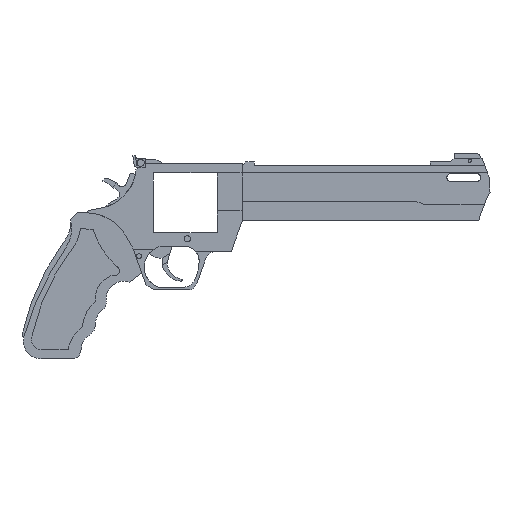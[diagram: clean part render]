
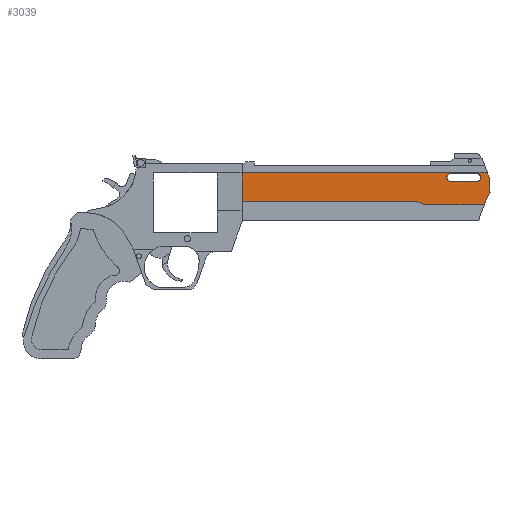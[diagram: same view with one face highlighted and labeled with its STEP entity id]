
A CAD part, front view. The second image highlights one B-rep face of the part: STEP entity #3039.
In plain terms, the highlighted planar face has unit normal (0, -1, 0).
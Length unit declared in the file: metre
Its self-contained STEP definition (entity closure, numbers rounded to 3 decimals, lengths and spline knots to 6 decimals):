
#206=LINE('',#4738,#549);
#246=LINE('',#4853,#589);
#261=LINE('',#4882,#604);
#263=LINE('',#4887,#606);
#266=LINE('',#4893,#609);
#271=LINE('',#4902,#614);
#400=LINE('',#5158,#743);
#412=LINE('',#5191,#755);
#415=LINE('',#5197,#758);
#418=LINE('',#5203,#761);
#431=LINE('',#5229,#774);
#549=VECTOR('',#3874,1.);
#589=VECTOR('',#3988,1.);
#604=VECTOR('',#4007,1.);
#606=VECTOR('',#4011,1.);
#609=VECTOR('',#4016,1.);
#614=VECTOR('',#4023,1.);
#743=VECTOR('',#4244,1.);
#755=VECTOR('',#4288,1.);
#758=VECTOR('',#4293,1.);
#761=VECTOR('',#4298,1.);
#774=VECTOR('',#4335,1.);
#1547=ORIENTED_EDGE('',*,*,#1871,.F.);
#1548=ORIENTED_EDGE('',*,*,#2040,.F.);
#1549=ORIENTED_EDGE('',*,*,#1846,.F.);
#1550=ORIENTED_EDGE('',*,*,#2027,.T.);
#1551=ORIENTED_EDGE('',*,*,#2024,.T.);
#1552=ORIENTED_EDGE('',*,*,#2021,.T.);
#1553=ORIENTED_EDGE('',*,*,#1861,.F.);
#1554=ORIENTED_EDGE('',*,*,#1863,.F.);
#1555=ORIENTED_EDGE('',*,*,#1866,.F.);
#1556=ORIENTED_EDGE('',*,*,#1784,.F.);
#1557=ORIENTED_EDGE('',*,*,#1788,.T.);
#1558=ORIENTED_EDGE('',*,*,#1791,.F.);
#1559=ORIENTED_EDGE('',*,*,#2006,.F.);
#1784=EDGE_CURVE('',#2187,#2188,#2401,.T.);
#1788=EDGE_CURVE('',#2187,#2191,#206,.T.);
#1791=EDGE_CURVE('',#2193,#2191,#2403,.T.);
#1846=EDGE_CURVE('',#2229,#2230,#246,.T.);
#1861=EDGE_CURVE('',#2241,#2239,#261,.T.);
#1863=EDGE_CURVE('',#2243,#2241,#263,.T.);
#1866=EDGE_CURVE('',#2245,#2243,#266,.T.);
#1871=EDGE_CURVE('',#2248,#2245,#271,.T.);
#2006=EDGE_CURVE('',#2188,#2193,#400,.T.);
#2021=EDGE_CURVE('',#2335,#2239,#412,.T.);
#2024=EDGE_CURVE('',#2337,#2335,#415,.T.);
#2027=EDGE_CURVE('',#2229,#2337,#418,.T.);
#2040=EDGE_CURVE('',#2230,#2248,#431,.T.);
#2187=VERTEX_POINT('',#4728);
#2188=VERTEX_POINT('',#4730);
#2191=VERTEX_POINT('',#4737);
#2193=VERTEX_POINT('',#4743);
#2229=VERTEX_POINT('',#4852);
#2230=VERTEX_POINT('',#4854);
#2239=VERTEX_POINT('',#4876);
#2241=VERTEX_POINT('',#4881);
#2243=VERTEX_POINT('',#4886);
#2245=VERTEX_POINT('',#4892);
#2248=VERTEX_POINT('',#4901);
#2335=VERTEX_POINT('',#5192);
#2337=VERTEX_POINT('',#5198);
#2401=CIRCLE('',#3456,0.002879);
#2403=CIRCLE('',#3460,0.002879);
#2603=EDGE_LOOP('',(#1547,#1548,#1549,#1550,#1551,#1552,#1553,#1554,#1555));
#2604=EDGE_LOOP('',(#1556,#1557,#1558,#1559));
#2770=FACE_BOUND('',#2603,.T.);
#2771=FACE_BOUND('',#2604,.T.);
#2896=PLANE('',#3592);
#3039=ADVANCED_FACE('',(#2770,#2771),#2896,.T.);
#3456=AXIS2_PLACEMENT_3D('',#4729,#3866,#3867);
#3460=AXIS2_PLACEMENT_3D('',#4744,#3879,#3880);
#3592=AXIS2_PLACEMENT_3D('',#5250,#4367,#4368);
#3866=DIRECTION('',(0.,-1.,0.));
#3867=DIRECTION('',(0.,0.,-1.));
#3874=DIRECTION('',(1.,0.,0.));
#3879=DIRECTION('',(0.,-1.,0.));
#3880=DIRECTION('',(0.,0.,-1.));
#3988=DIRECTION('',(0.,0.,1.));
#4007=DIRECTION('',(-0.347,0.,-0.938));
#4011=DIRECTION('',(-0.514,0.,-0.858));
#4016=DIRECTION('',(0.007,0.,-1.));
#4023=DIRECTION('',(0.352,0.,-0.936));
#4244=DIRECTION('',(1.,0.,0.));
#4288=DIRECTION('',(1.,0.,0.));
#4293=DIRECTION('',(0.927,0.,-0.374));
#4298=DIRECTION('',(1.,0.,0.));
#4335=DIRECTION('',(1.,0.,0.));
#4367=DIRECTION('',(0.,-1.,0.));
#4368=DIRECTION('',(1.,0.,0.));
#4728=CARTESIAN_POINT('',(0.148336,-0.0028,0.048064));
#4729=CARTESIAN_POINT('',(0.148336,-0.0028,0.045185));
#4730=CARTESIAN_POINT('',(0.148336,-0.0028,0.042306));
#4737=CARTESIAN_POINT('',(0.167645,-0.0028,0.048064));
#4738=CARTESIAN_POINT('',(0.15799,-0.0028,0.048064));
#4743=CARTESIAN_POINT('',(0.167645,-0.0028,0.042306));
#4744=CARTESIAN_POINT('',(0.167645,-0.0028,0.045185));
#4852=CARTESIAN_POINT('',(-0.005712,-0.0028,0.027393));
#4853=CARTESIAN_POINT('',(-0.005712,-0.0028,0.038002));
#4854=CARTESIAN_POINT('',(-0.005712,-0.0028,0.048611));
#4876=CARTESIAN_POINT('',(0.173228,-0.0028,0.025136));
#4881=CARTESIAN_POINT('',(0.175452,-0.0028,0.031149));
#4882=CARTESIAN_POINT('',(0.17434,-0.0028,0.028143));
#4886=CARTESIAN_POINT('',(0.177364,-0.0028,0.034338));
#4887=CARTESIAN_POINT('',(0.176408,-0.0028,0.032743));
#4892=CARTESIAN_POINT('',(0.177301,-0.0028,0.043884));
#4893=CARTESIAN_POINT('',(0.177332,-0.0028,0.039111));
#4901=CARTESIAN_POINT('',(0.175526,-0.0028,0.048611));
#4902=CARTESIAN_POINT('',(0.176413,-0.0028,0.046248));
#5158=CARTESIAN_POINT('',(0.15799,-0.0028,0.042306));
#5191=CARTESIAN_POINT('',(0.151086,-0.0028,0.025136));
#5192=CARTESIAN_POINT('',(0.128943,-0.0028,0.025136));
#5197=CARTESIAN_POINT('',(0.126148,-0.0028,0.026265));
#5198=CARTESIAN_POINT('',(0.123353,-0.0028,0.027393));
#5203=CARTESIAN_POINT('',(0.05882,-0.0028,0.027393));
#5229=CARTESIAN_POINT('',(0.084907,-0.0028,0.048611));
#5250=CARTESIAN_POINT('',(0.004601,-0.0028,-0.012736));
